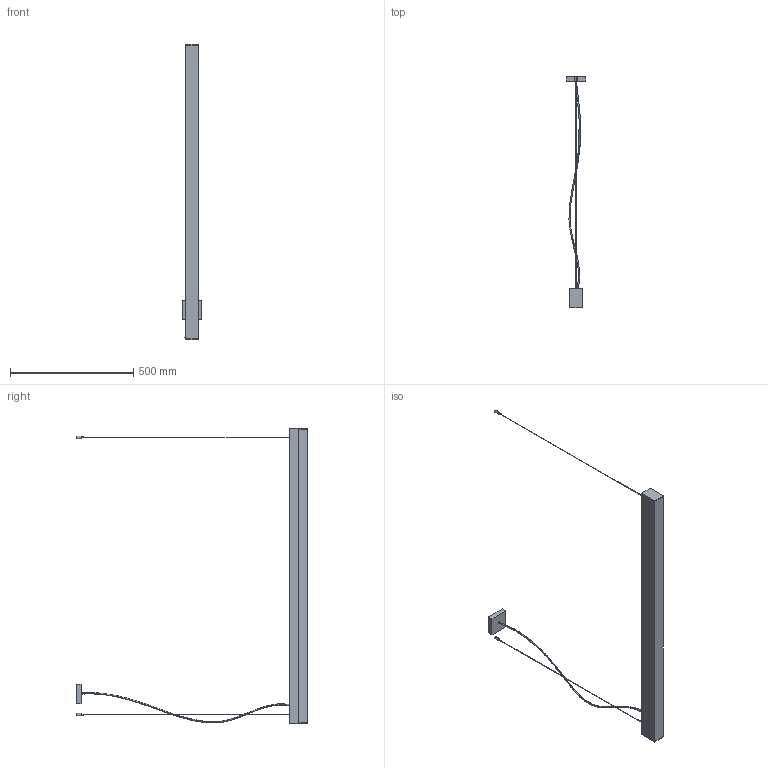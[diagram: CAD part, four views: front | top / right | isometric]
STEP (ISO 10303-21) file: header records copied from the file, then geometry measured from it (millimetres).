
FILE_DESCRIPTION (( 'STEP AP203' ), '1' );
FILE_NAME ('SWORD SOSPENSIONE 3D MODEL.STEP', '2016-09-30T14:33:52', ( '' ), ( '' ), 'SwSTEP 2.0', 'SolidWorks 2016', '' );
FILE_SCHEMA (( 'CONFIG_CONTROL_DESIGN' ));
Length unit declared in the file: millimetre
Products named in the file (1): SWORD SOSPENSIONE 3D MODEL
Bounding box: 80 x 940.3 x 1200 mm (x, y, z)
Volume: 4691026.9 mm3; surface area: 351462.5 mm2
Topology: 1 solids, 1 shells, 41 faces, 99 edges, 66 vertices
Faces by surface type: plane 26, cylinder 13, bspline 2
Entity records: 1833 total; most frequent: CARTESIAN_POINT 796, ORIENTED_EDGE 198, DIRECTION 190, EDGE_CURVE 99, VERTEX_POINT 66, AXIS2_PLACEMENT_3D 64, LINE 62, VECTOR 62
